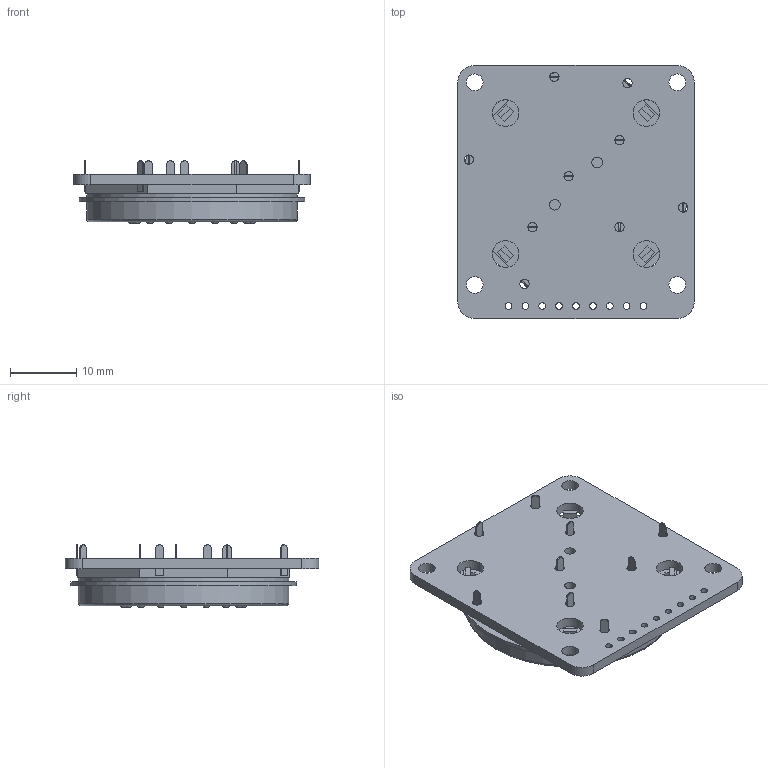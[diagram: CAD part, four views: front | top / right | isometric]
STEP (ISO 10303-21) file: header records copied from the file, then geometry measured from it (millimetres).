
FILE_DESCRIPTION(/* description */ (''),/* implementation_level */ '2;1');
FILE_NAME(/* name */ 'ANO Rotary Encoder.step',/* time_stamp */ '2022-05-25T16:04:50-04:00',/* author */ (''),/* organization */ (''),/* preprocessor_version */ 'ST-DEVELOPER v19',/* originating_system */ 'Autodesk Translation Framework v11.7.0.108',/* authorisation */ '');
FILE_SCHEMA (('AUTOMOTIVE_DESIGN { 1 0 10303 214 3 1 1 }'));
Length unit declared in the file: millimetre
Products named in the file (3): PCB Component; Board; Encoder
Assembly tree (2 placements, depth 2):
  PCB Component
    Board
    Encoder
Bounding box: 35.56 x 38.1 x 9.37 mm (x, y, z)
Volume: 6485.9 mm3; surface area: 9332.9 mm2
Topology: 15 solids, 15 shells, 206 faces, 449 edges, 296 vertices
Faces by surface type: plane 133, cylinder 48, torus 20, cone 5
Full cylindrical faces by diameter (mm): 1 x9, 1.4 x9, 1.6 x2, 2.5 x4, 4 x4, 8 x2, 23 x2, 31.7 x2, 34 x1
Entity records: 5831 total; most frequent: CARTESIAN_POINT 1006, DIRECTION 1003, ORIENTED_EDGE 898, EDGE_CURVE 449, AXIS2_PLACEMENT_3D 368, VERTEX_POINT 296, EDGE_LOOP 289, LINE 267
